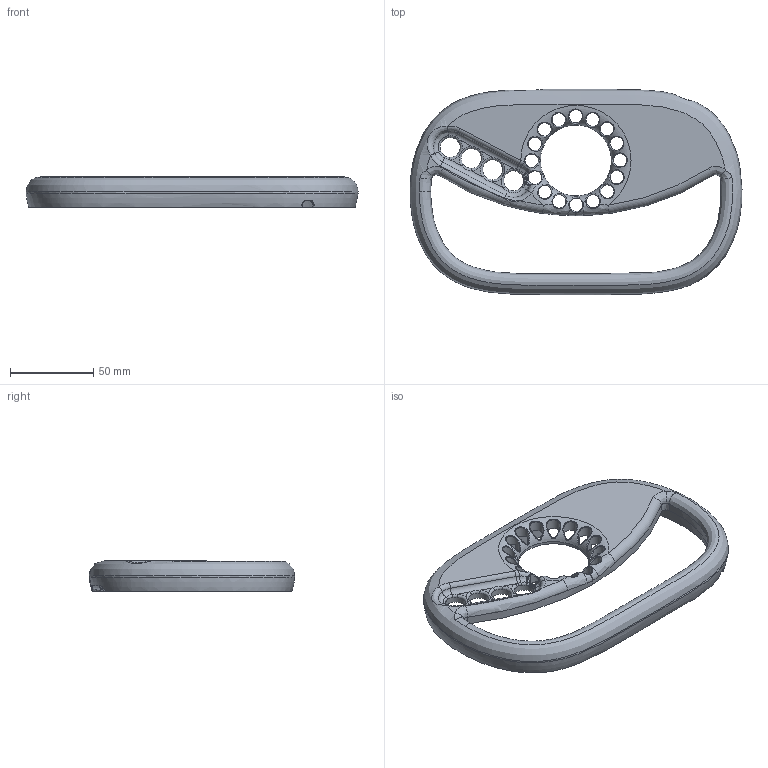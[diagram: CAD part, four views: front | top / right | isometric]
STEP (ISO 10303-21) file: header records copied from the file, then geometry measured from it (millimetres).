
FILE_DESCRIPTION(/* description */ (''),/* implementation_level */ '2;1');
FILE_NAME(/* name */ 'Stylish Belt Synth V4 Wood CNC Top.step',/* time_stamp */ '2019-07-15T18:40:08-07:00',/* author */ (''),/* organization */ (''),/* preprocessor_version */ 'ST-DEVELOPER v18',/* originating_system */ 'Autodesk Translation Framework v8.2.0.1029',/* authorisation */ '');
FILE_SCHEMA (('AUTOMOTIVE_DESIGN { 1 0 10303 214 3 1 1 }'));
Length unit declared in the file: inch
Products named in the file (1): Stylish Belt Synth V4 CNC Wood Enclosure
Bounding box: 199.75 x 123.66 x 18.44 mm (x, y, z)
Volume: 140736.2 mm3; surface area: 44717.1 mm2
Topology: 1 solids, 1 shells, 284 faces, 989 edges, 674 vertices
Faces by surface type: bspline 131, cylinder 62, plane 62, torus 26, cone 3
Full cylindrical faces by diameter (mm): 3.048 x2, 8.105 x15, 12 x4, 42.676 x1, 45.127 x1
Entity records: 31738 total; most frequent: CARTESIAN_POINT 24192, ORIENTED_EDGE 1986, DIRECTION 1078, EDGE_CURVE 993, VERTEX_POINT 686, B_SPLINE_CURVE_WITH_KNOTS 509, AXIS2_PLACEMENT_3D 464, CIRCLE 310
